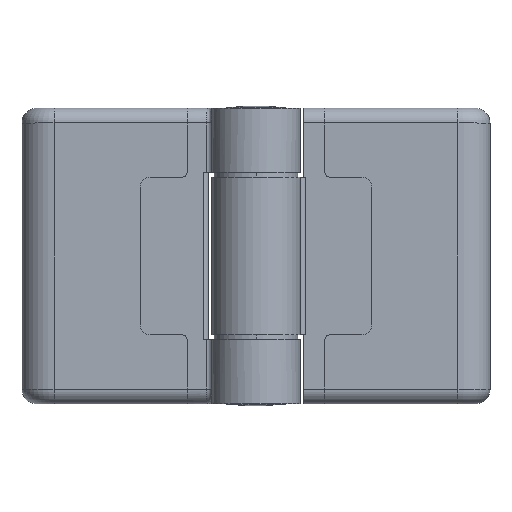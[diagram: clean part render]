
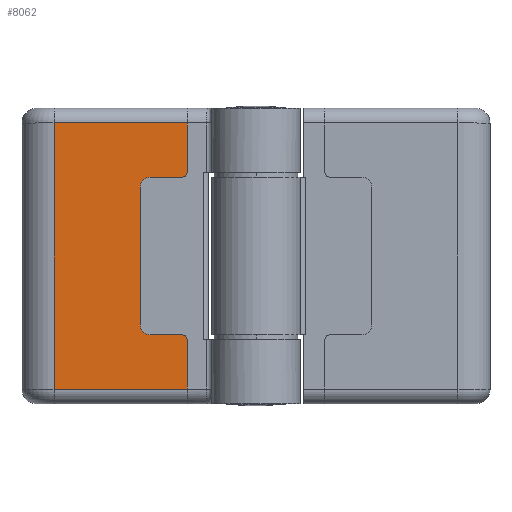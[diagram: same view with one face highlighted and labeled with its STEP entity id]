
A CAD part, top view. The second image highlights one B-rep face of the part: STEP entity #8062.
In plain terms, the highlighted planar face has unit normal (0, 0, 1).
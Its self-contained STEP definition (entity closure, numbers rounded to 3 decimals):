
#90 = VECTOR ( 'NONE', #10893, 1000. ) ;
#138 = LINE ( 'NONE', #12273, #90 ) ;
#595 = DIRECTION ( 'NONE',  ( 0., 0., 1. ) ) ;
#596 = CIRCLE ( 'NONE', #4157, 2. ) ;
#599 = VERTEX_POINT ( 'NONE', #605 ) ;
#605 = CARTESIAN_POINT ( 'NONE',  ( -9.5, 14., 9.5 ) ) ;
#651 = DIRECTION ( 'NONE',  ( 1., 0., 0. ) ) ;
#890 = CARTESIAN_POINT ( 'NONE',  ( 0., 27., 9.5 ) ) ;
#1163 = DIRECTION ( 'NONE',  ( 0., 0., -1. ) ) ;
#1337 = DIRECTION ( 'NONE',  ( 1., 0., 0. ) ) ;
#1974 = CARTESIAN_POINT ( 'NONE',  ( -1., 17., 9.5 ) ) ;
#2038 = CARTESIAN_POINT ( 'NONE',  ( 0., 16., 9.5 ) ) ;
#2246 = ORIENTED_EDGE ( 'NONE', *, *, #2586, .T. ) ;
#2318 = EDGE_CURVE ( 'NONE', #10132, #7753, #138, .T. ) ;
#2420 = CARTESIAN_POINT ( 'NONE',  ( -9.5, -14., 9.5 ) ) ;
#2586 = EDGE_CURVE ( 'NONE', #10583, #599, #6230, .T. ) ;
#2613 = VECTOR ( 'NONE', #651, 1000. ) ;
#2725 = DIRECTION ( 'NONE',  ( 0., 0., -1. ) ) ;
#3245 = VECTOR ( 'NONE', #9130, 1000. ) ;
#3250 = EDGE_CURVE ( 'NONE', #8761, #5525, #11924, .T. ) ;
#3366 = EDGE_CURVE ( 'NONE', #4155, #12594, #11264, .T. ) ;
#3434 = LINE ( 'NONE', #2038, #2613 ) ;
#3483 = DIRECTION ( 'NONE',  ( 0., 1., 0. ) ) ;
#3661 = EDGE_LOOP ( 'NONE', ( #12988, #6026, #6509, #10041, #2246, #9826, #8690, #3941, #9776, #4535, #11084, #12456 ) ) ;
#3853 = DIRECTION ( 'NONE',  ( 1., 0., 0. ) ) ;
#3863 = VERTEX_POINT ( 'NONE', #12069 ) ;
#3941 = ORIENTED_EDGE ( 'NONE', *, *, #3366, .T. ) ;
#3982 = FACE_OUTER_BOUND ( 'NONE', #3661, .T. ) ;
#4038 = EDGE_CURVE ( 'NONE', #5525, #3863, #10271, .T. ) ;
#4052 = CARTESIAN_POINT ( 'NONE',  ( -7.5, -16., 9.5 ) ) ;
#4103 = CARTESIAN_POINT ( 'NONE',  ( -7.5, -14., 9.5 ) ) ;
#4155 = VERTEX_POINT ( 'NONE', #4320 ) ;
#4157 = AXIS2_PLACEMENT_3D ( 'NONE', #4103, #2725, #1337 ) ;
#4320 = CARTESIAN_POINT ( 'NONE',  ( -1., 16., 9.5 ) ) ;
#4535 = ORIENTED_EDGE ( 'NONE', *, *, #12286, .T. ) ;
#4780 = VERTEX_POINT ( 'NONE', #890 ) ;
#4857 = CARTESIAN_POINT ( 'NONE',  ( -9.5, 16., 9.5 ) ) ;
#4898 = AXIS2_PLACEMENT_3D ( 'NONE', #8710, #7333, #5932 ) ;
#4988 = CARTESIAN_POINT ( 'NONE',  ( 0., -17., 9.5 ) ) ;
#5116 = CARTESIAN_POINT ( 'NONE',  ( -7.5, 16., 9.5 ) ) ;
#5236 = DIRECTION ( 'NONE',  ( 0., 0., 1. ) ) ;
#5384 = AXIS2_PLACEMENT_3D ( 'NONE', #6636, #5236, #3853 ) ;
#5423 = VECTOR ( 'NONE', #3483, 1000. ) ;
#5525 = VERTEX_POINT ( 'NONE', #4988 ) ;
#5594 = DIRECTION ( 'NONE',  ( 1., 0., 0. ) ) ;
#5677 = DIRECTION ( 'NONE',  ( -1., 0., 0. ) ) ;
#5932 = DIRECTION ( 'NONE',  ( 1., 0., 0. ) ) ;
#6026 = ORIENTED_EDGE ( 'NONE', *, *, #4038, .T. ) ;
#6230 = LINE ( 'NONE', #4857, #5423 ) ;
#6509 = ORIENTED_EDGE ( 'NONE', *, *, #10732, .T. ) ;
#6636 = CARTESIAN_POINT ( 'NONE',  ( -9.5, -16., 9.5 ) ) ;
#6882 = CIRCLE ( 'NONE', #13068, 2. ) ;
#6986 = CARTESIAN_POINT ( 'NONE',  ( 0., -27., 9.5 ) ) ;
#7064 = CARTESIAN_POINT ( 'NONE',  ( 0., -16., 9.5 ) ) ;
#7333 = DIRECTION ( 'NONE',  ( 0., 0., 1. ) ) ;
#7593 = EDGE_CURVE ( 'NONE', #10823, #10583, #596, .T. ) ;
#7753 = VERTEX_POINT ( 'NONE', #12907 ) ;
#7943 = DIRECTION ( 'NONE',  ( 0., 1., 0. ) ) ;
#8004 = PLANE ( 'NONE',  #5384 ) ;
#8062 = ADVANCED_FACE ( 'NONE', ( #3982 ), #8004, .T. ) ;
#8077 = CARTESIAN_POINT ( 'NONE',  ( -7.5, 14., 9.5 ) ) ;
#8186 = EDGE_CURVE ( 'NONE', #599, #9159, #6882, .T. ) ;
#8353 = LINE ( 'NONE', #6986, #11255 ) ;
#8441 = LINE ( 'NONE', #7064, #11178 ) ;
#8690 = ORIENTED_EDGE ( 'NONE', *, *, #8706, .T. ) ;
#8706 = EDGE_CURVE ( 'NONE', #9159, #4155, #3434, .T. ) ;
#8710 = CARTESIAN_POINT ( 'NONE',  ( -1., -17., 9.5 ) ) ;
#8761 = VERTEX_POINT ( 'NONE', #9352 ) ;
#8907 = VECTOR ( 'NONE', #8958, 1000. ) ;
#8958 = DIRECTION ( 'NONE',  ( -1., 0., 0. ) ) ;
#9130 = DIRECTION ( 'NONE',  ( 0., 1., 0. ) ) ;
#9159 = VERTEX_POINT ( 'NONE', #5116 ) ;
#9319 = CARTESIAN_POINT ( 'NONE',  ( 0., 30., 9.5 ) ) ;
#9352 = CARTESIAN_POINT ( 'NONE',  ( 0., -27., 9.5 ) ) ;
#9461 = CARTESIAN_POINT ( 'NONE',  ( 0., 17., 9.5 ) ) ;
#9676 = VECTOR ( 'NONE', #7943, 1000. ) ;
#9776 = ORIENTED_EDGE ( 'NONE', *, *, #10569, .T. ) ;
#9826 = ORIENTED_EDGE ( 'NONE', *, *, #8186, .T. ) ;
#10041 = ORIENTED_EDGE ( 'NONE', *, *, #7593, .T. ) ;
#10132 = VERTEX_POINT ( 'NONE', #12451 ) ;
#10249 = EDGE_CURVE ( 'NONE', #7753, #8761, #8353, .T. ) ;
#10271 = CIRCLE ( 'NONE', #4898, 1. ) ;
#10349 = CARTESIAN_POINT ( 'NONE',  ( -27., 27., 9.5 ) ) ;
#10542 = CARTESIAN_POINT ( 'NONE',  ( 0., -30., 9.5 ) ) ;
#10569 = EDGE_CURVE ( 'NONE', #12594, #4780, #10725, .T. ) ;
#10583 = VERTEX_POINT ( 'NONE', #2420 ) ;
#10725 = LINE ( 'NONE', #9319, #9676 ) ;
#10732 = EDGE_CURVE ( 'NONE', #3863, #10823, #8441, .T. ) ;
#10823 = VERTEX_POINT ( 'NONE', #4052 ) ;
#10893 = DIRECTION ( 'NONE',  ( 0., -1., 0. ) ) ;
#11084 = ORIENTED_EDGE ( 'NONE', *, *, #2318, .T. ) ;
#11178 = VECTOR ( 'NONE', #5677, 1000. ) ;
#11255 = VECTOR ( 'NONE', #5594, 1000. ) ;
#11264 = CIRCLE ( 'NONE', #11617, 1. ) ;
#11617 = AXIS2_PLACEMENT_3D ( 'NONE', #1974, #595, #12742 ) ;
#11741 = LINE ( 'NONE', #10349, #8907 ) ;
#11924 = LINE ( 'NONE', #10542, #3245 ) ;
#12069 = CARTESIAN_POINT ( 'NONE',  ( -1., -16., 9.5 ) ) ;
#12273 = CARTESIAN_POINT ( 'NONE',  ( -27., -30., 9.5 ) ) ;
#12286 = EDGE_CURVE ( 'NONE', #4780, #10132, #11741, .T. ) ;
#12451 = CARTESIAN_POINT ( 'NONE',  ( -27., 27., 9.5 ) ) ;
#12456 = ORIENTED_EDGE ( 'NONE', *, *, #10249, .T. ) ;
#12594 = VERTEX_POINT ( 'NONE', #9461 ) ;
#12742 = DIRECTION ( 'NONE',  ( 1., 0., 0. ) ) ;
#12907 = CARTESIAN_POINT ( 'NONE',  ( -27., -27., 9.5 ) ) ;
#12988 = ORIENTED_EDGE ( 'NONE', *, *, #3250, .T. ) ;
#13068 = AXIS2_PLACEMENT_3D ( 'NONE', #8077, #1163, #13289 ) ;
#13289 = DIRECTION ( 'NONE',  ( 1., 0., 0. ) ) ;
